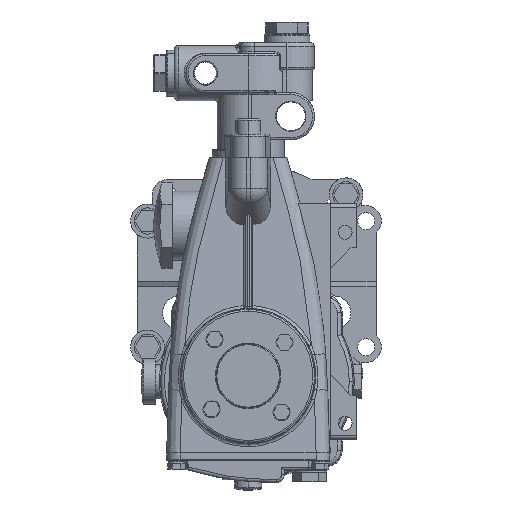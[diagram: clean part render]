
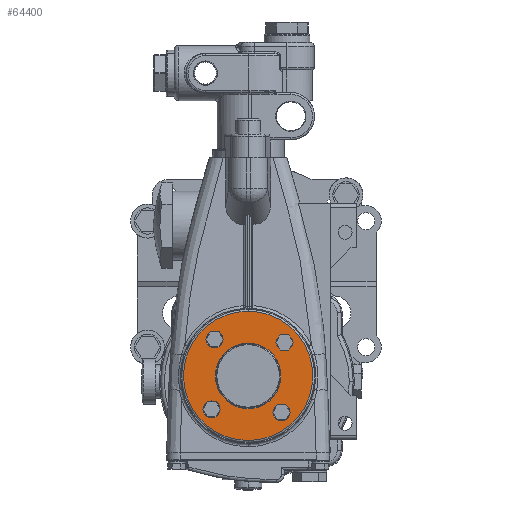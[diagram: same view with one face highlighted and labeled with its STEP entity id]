
A CAD part, left-side view. The second image highlights one B-rep face of the part: STEP entity #64400.
In plain terms, the highlighted planar face has unit normal (-1, 0, 0).
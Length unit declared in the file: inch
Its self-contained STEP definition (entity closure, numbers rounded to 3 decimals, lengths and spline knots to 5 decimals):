
#2597 = CARTESIAN_POINT ( 'NONE',  ( -3.21775, 0.36433, -1.665 ) ) ;
#2603 = CARTESIAN_POINT ( 'NONE',  ( -3.21775, 1.22618, 1.1496 ) ) ;
#2604 = CARTESIAN_POINT ( 'NONE',  ( -3.21775, -0.57527, 1.07185 ) ) ;
#2605 = CARTESIAN_POINT ( 'NONE',  ( -3.21775, -0.57527, 0.65185 ) ) ;
#10041 = CIRCLE ( 'NONE', #27844, 0.21 ) ;
#10062 = CIRCLE ( 'NONE', #27848, 0.21 ) ;
#10070 = CIRCLE ( 'NONE', #27853, 0.845 ) ;
#15359 = AXIS2_PLACEMENT_3D ( 'NONE', #22031, #22032, #22033 ) ;
#22022 = PLANE ( 'NONE',  #15359 ) ;
#22031 = CARTESIAN_POINT ( 'NONE',  ( -3.21775, 1.18933, 0. ) ) ;
#22032 = DIRECTION ( 'NONE',  ( 1., 0., 0. ) ) ;
#22033 = DIRECTION ( 'NONE',  ( 0., 0., 1. ) ) ;
#24902 = FACE_BOUND ( 'NONE', #71109, .T. ) ;
#24904 = FACE_BOUND ( 'NONE', #71111, .T. ) ;
#24905 = FACE_BOUND ( 'NONE', #71110, .T. ) ;
#24906 = FACE_BOUND ( 'NONE', #71103, .T. ) ;
#24909 = FACE_BOUND ( 'NONE', #71099, .T. ) ;
#24911 = FACE_OUTER_BOUND ( 'NONE', #71097, .T. ) ;
#27844 = AXIS2_PLACEMENT_3D ( 'NONE', #31684, #31685, #31686 ) ;
#27848 = AXIS2_PLACEMENT_3D ( 'NONE', #31814, #31815, #31816 ) ;
#27853 = AXIS2_PLACEMENT_3D ( 'NONE', #33206, #33208, #33210 ) ;
#28322 = AXIS2_PLACEMENT_3D ( 'NONE', #40561, #40562, #40563 ) ;
#28342 = AXIS2_PLACEMENT_3D ( 'NONE', #40818, #40819, #40820 ) ;
#28345 = AXIS2_PLACEMENT_3D ( 'NONE', #40851, #40852, #40853 ) ;
#28350 = AXIS2_PLACEMENT_3D ( 'NONE', #40869, #40870, #40871 ) ;
#28352 = AXIS2_PLACEMENT_3D ( 'NONE', #40879, #40880, #40881 ) ;
#28360 = AXIS2_PLACEMENT_3D ( 'NONE', #40954, #40955, #40956 ) ;
#28363 = AXIS2_PLACEMENT_3D ( 'NONE', #40987, #40988, #40989 ) ;
#28366 = AXIS2_PLACEMENT_3D ( 'NONE', #41033, #41034, #41035 ) ;
#28369 = AXIS2_PLACEMENT_3D ( 'NONE', #41055, #41056, #41057 ) ;
#31684 = CARTESIAN_POINT ( 'NONE',  ( -3.21775, -0.49752, -0.9396 ) ) ;
#31685 = DIRECTION ( 'NONE',  ( 1., 0., 0. ) ) ;
#31686 = DIRECTION ( 'NONE',  ( 0., 0., -1. ) ) ;
#31814 = CARTESIAN_POINT ( 'NONE',  ( -3.21775, 1.30392, -0.86185 ) ) ;
#31815 = DIRECTION ( 'NONE',  ( 1., 0., 0. ) ) ;
#31816 = DIRECTION ( 'NONE',  ( 0., 0., -1. ) ) ;
#32238 = EDGE_CURVE ( 'NONE', #68747, #68905, #10041, .T. ) ;
#32257 = EDGE_CURVE ( 'NONE', #68780, #68889, #10062, .T. ) ;
#32266 = EDGE_CURVE ( 'NONE', #68732, #68787, #10070, .T. ) ;
#33206 = CARTESIAN_POINT ( 'NONE',  ( -3.21775, 0.36433, 0. ) ) ;
#33208 = DIRECTION ( 'NONE',  ( 1., 0., 0. ) ) ;
#33210 = DIRECTION ( 'NONE',  ( 0., 0., -1. ) ) ;
#36659 = CIRCLE ( 'NONE', #28322, 0.845 ) ;
#36788 = CIRCLE ( 'NONE', #28342, 0.21 ) ;
#36807 = CIRCLE ( 'NONE', #28345, 0.21 ) ;
#36820 = CIRCLE ( 'NONE', #28350, 1.665 ) ;
#36829 = CIRCLE ( 'NONE', #28352, 0.21 ) ;
#36885 = CIRCLE ( 'NONE', #28360, 0.21 ) ;
#36913 = CIRCLE ( 'NONE', #28363, 1.665 ) ;
#36934 = CIRCLE ( 'NONE', #28366, 0.21 ) ;
#36981 = CIRCLE ( 'NONE', #28369, 0.21 ) ;
#40561 = CARTESIAN_POINT ( 'NONE',  ( -3.21775, 0.36433, 0. ) ) ;
#40562 = DIRECTION ( 'NONE',  ( 1., 0., 0. ) ) ;
#40563 = DIRECTION ( 'NONE',  ( 0., 0., -1. ) ) ;
#40818 = CARTESIAN_POINT ( 'NONE',  ( -3.21775, -0.57527, 0.86185 ) ) ;
#40819 = DIRECTION ( 'NONE',  ( 1., 0., 0. ) ) ;
#40820 = DIRECTION ( 'NONE',  ( 0., 0., -1. ) ) ;
#40851 = CARTESIAN_POINT ( 'NONE',  ( -3.21775, 1.22618, 0.9396 ) ) ;
#40852 = DIRECTION ( 'NONE',  ( 1., 0., 0. ) ) ;
#40853 = DIRECTION ( 'NONE',  ( 0., 0., -1. ) ) ;
#40869 = CARTESIAN_POINT ( 'NONE',  ( -3.21775, 0.36433, 0. ) ) ;
#40870 = DIRECTION ( 'NONE',  ( -1., 0., 0. ) ) ;
#40871 = DIRECTION ( 'NONE',  ( 0., 0., -1. ) ) ;
#40879 = CARTESIAN_POINT ( 'NONE',  ( -3.21775, -0.57527, 0.86185 ) ) ;
#40880 = DIRECTION ( 'NONE',  ( 1., 0., 0. ) ) ;
#40881 = DIRECTION ( 'NONE',  ( 0., 0., -1. ) ) ;
#40954 = CARTESIAN_POINT ( 'NONE',  ( -3.21775, 1.30392, -0.86185 ) ) ;
#40955 = DIRECTION ( 'NONE',  ( 1., 0., 0. ) ) ;
#40956 = DIRECTION ( 'NONE',  ( 0., 0., -1. ) ) ;
#40987 = CARTESIAN_POINT ( 'NONE',  ( -3.21775, 0.36433, 0. ) ) ;
#40988 = DIRECTION ( 'NONE',  ( -1., 0., 0. ) ) ;
#40989 = DIRECTION ( 'NONE',  ( 0., 0., -1. ) ) ;
#41033 = CARTESIAN_POINT ( 'NONE',  ( -3.21775, -0.49752, -0.9396 ) ) ;
#41034 = DIRECTION ( 'NONE',  ( 1., 0., 0. ) ) ;
#41035 = DIRECTION ( 'NONE',  ( 0., 0., -1. ) ) ;
#41055 = CARTESIAN_POINT ( 'NONE',  ( -3.21775, 1.22618, 0.9396 ) ) ;
#41056 = DIRECTION ( 'NONE',  ( 1., 0., 0. ) ) ;
#41057 = DIRECTION ( 'NONE',  ( 0., 0., -1. ) ) ;
#41491 = ORIENTED_EDGE ( 'NONE', *, *, #47192, .T. ) ;
#41492 = ORIENTED_EDGE ( 'NONE', *, *, #47209, .T. ) ;
#41497 = ORIENTED_EDGE ( 'NONE', *, *, #47125, .T. ) ;
#41498 = ORIENTED_EDGE ( 'NONE', *, *, #32266, .T. ) ;
#41501 = ORIENTED_EDGE ( 'NONE', *, *, #47199, .T. ) ;
#41502 = ORIENTED_EDGE ( 'NONE', *, *, #47230, .T. ) ;
#41505 = ORIENTED_EDGE ( 'NONE', *, *, #32257, .T. ) ;
#41507 = ORIENTED_EDGE ( 'NONE', *, *, #47260, .T. ) ;
#41508 = ORIENTED_EDGE ( 'NONE', *, *, #32238, .T. ) ;
#41509 = ORIENTED_EDGE ( 'NONE', *, *, #47250, .T. ) ;
#41529 = ORIENTED_EDGE ( 'NONE', *, *, #47241, .T. ) ;
#41535 = ORIENTED_EDGE ( 'NONE', *, *, #47206, .T. ) ;
#47125 = EDGE_CURVE ( 'NONE', #68787, #68732, #36659, .T. ) ;
#47192 = EDGE_CURVE ( 'NONE', #63678, #63677, #36788, .T. ) ;
#47199 = EDGE_CURVE ( 'NONE', #68738, #63676, #36807, .T. ) ;
#47206 = EDGE_CURVE ( 'NONE', #68803, #63670, #36820, .T. ) ;
#47209 = EDGE_CURVE ( 'NONE', #63677, #63678, #36829, .T. ) ;
#47230 = EDGE_CURVE ( 'NONE', #68889, #68780, #36885, .T. ) ;
#47241 = EDGE_CURVE ( 'NONE', #63670, #68803, #36913, .T. ) ;
#47250 = EDGE_CURVE ( 'NONE', #68905, #68747, #36934, .T. ) ;
#47260 = EDGE_CURVE ( 'NONE', #63676, #68738, #36981, .T. ) ;
#54436 = CARTESIAN_POINT ( 'NONE',  ( -3.21775, 1.22618, 0.7296 ) ) ;
#54449 = CARTESIAN_POINT ( 'NONE',  ( -3.21775, 0.36433, 0.845 ) ) ;
#54455 = CARTESIAN_POINT ( 'NONE',  ( -3.21775, -0.49752, -1.1496 ) ) ;
#54475 = CARTESIAN_POINT ( 'NONE',  ( -3.21775, 1.30392, -1.07185 ) ) ;
#54479 = CARTESIAN_POINT ( 'NONE',  ( -3.21775, 0.36433, -0.845 ) ) ;
#54488 = CARTESIAN_POINT ( 'NONE',  ( -3.21775, 0.36433, 1.665 ) ) ;
#54535 = CARTESIAN_POINT ( 'NONE',  ( -3.21775, 1.30392, -0.65185 ) ) ;
#54544 = CARTESIAN_POINT ( 'NONE',  ( -3.21775, -0.49752, -0.7296 ) ) ;
#63670 = VERTEX_POINT ( 'NONE', #2597 ) ;
#63676 = VERTEX_POINT ( 'NONE', #2603 ) ;
#63677 = VERTEX_POINT ( 'NONE', #2604 ) ;
#63678 = VERTEX_POINT ( 'NONE', #2605 ) ;
#64400 = ADVANCED_FACE ( 'NONE', ( #24904, #24909, #24905, #24902, #24906, #24911 ), #22022, .F. ) ;
#68732 = VERTEX_POINT ( 'NONE', #54449 ) ;
#68738 = VERTEX_POINT ( 'NONE', #54436 ) ;
#68747 = VERTEX_POINT ( 'NONE', #54455 ) ;
#68780 = VERTEX_POINT ( 'NONE', #54475 ) ;
#68787 = VERTEX_POINT ( 'NONE', #54479 ) ;
#68803 = VERTEX_POINT ( 'NONE', #54488 ) ;
#68889 = VERTEX_POINT ( 'NONE', #54535 ) ;
#68905 = VERTEX_POINT ( 'NONE', #54544 ) ;
#71097 = EDGE_LOOP ( 'NONE', ( #41529, #41535 ) ) ;
#71099 = EDGE_LOOP ( 'NONE', ( #41491, #41492 ) ) ;
#71103 = EDGE_LOOP ( 'NONE', ( #41497, #41498 ) ) ;
#71109 = EDGE_LOOP ( 'NONE', ( #41505, #41502 ) ) ;
#71110 = EDGE_LOOP ( 'NONE', ( #41508, #41509 ) ) ;
#71111 = EDGE_LOOP ( 'NONE', ( #41501, #41507 ) ) ;
